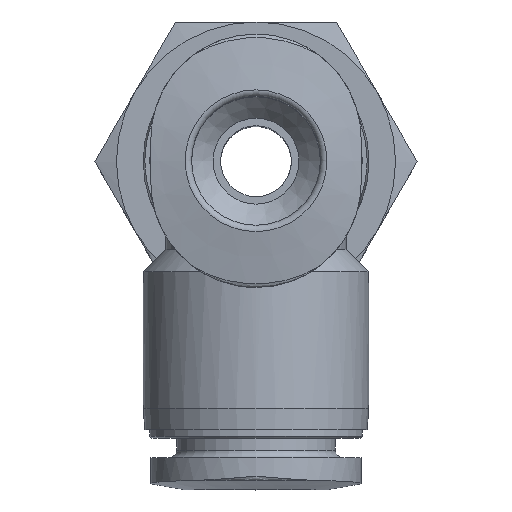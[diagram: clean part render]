
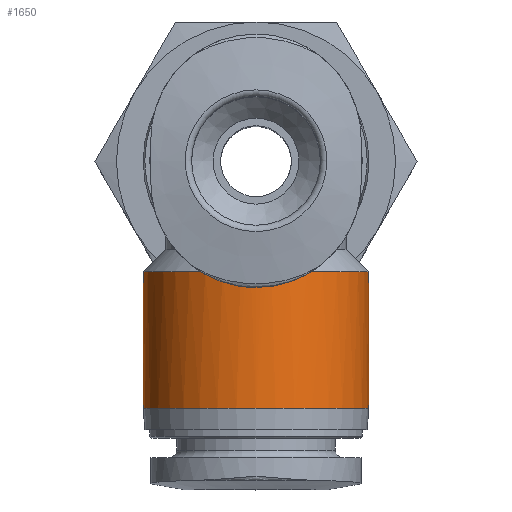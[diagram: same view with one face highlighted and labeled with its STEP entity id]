
A CAD part, top view. The second image highlights one B-rep face of the part: STEP entity #1650.
In plain terms, the highlighted cylindrical face has radius 5.25 mm (diameter 10.5 mm), a full revolution.
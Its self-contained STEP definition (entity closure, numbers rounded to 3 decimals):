
#108=ELLIPSE('',#1748,7.425,5.25);
#114=CYLINDRICAL_SURFACE('',#1746,5.25);
#143=CIRCLE('',#1747,5.25);
#144=CIRCLE('',#1749,5.25);
#145=CIRCLE('',#1750,5.25);
#224=ORIENTED_EDGE('',*,*,#520,.F.);
#225=ORIENTED_EDGE('',*,*,#521,.F.);
#226=ORIENTED_EDGE('',*,*,#522,.T.);
#227=ORIENTED_EDGE('',*,*,#523,.T.);
#228=ORIENTED_EDGE('',*,*,#524,.T.);
#229=ORIENTED_EDGE('',*,*,#525,.T.);
#520=EDGE_CURVE('',#664,#664,#143,.T.);
#521=EDGE_CURVE('',#665,#666,#108,.F.);
#522=EDGE_CURVE('',#665,#667,#144,.T.);
#523=EDGE_CURVE('',#667,#668,#768,.T.);
#524=EDGE_CURVE('',#668,#669,#769,.T.);
#525=EDGE_CURVE('',#669,#666,#145,.T.);
#664=VERTEX_POINT('',#2300);
#665=VERTEX_POINT('',#2302);
#666=VERTEX_POINT('',#2303);
#667=VERTEX_POINT('',#2305);
#668=VERTEX_POINT('',#2310);
#669=VERTEX_POINT('',#2315);
#768=B_SPLINE_CURVE_WITH_KNOTS('',3,(#2306,#2307,#2308,#2309),
 .UNSPECIFIED.,.F.,.F.,(4,4),(0.,0.001),
 .UNSPECIFIED.);
#769=B_SPLINE_CURVE_WITH_KNOTS('',3,(#2311,#2312,#2313,#2314),
 .UNSPECIFIED.,.F.,.F.,(4,4),(0.001,0.001),
 .UNSPECIFIED.);
#821=EDGE_LOOP('',(#224));
#822=EDGE_LOOP('',(#225,#226,#227,#228,#229));
#947=FACE_BOUND('',#821,.T.);
#948=FACE_BOUND('',#822,.T.);
#1650=ADVANCED_FACE('',(#947,#948),#114,.T.);
#1746=AXIS2_PLACEMENT_3D('',#2298,#1920,#1921);
#1747=AXIS2_PLACEMENT_3D('',#2299,#1922,#1923);
#1748=AXIS2_PLACEMENT_3D('',#2301,#1924,#1925);
#1749=AXIS2_PLACEMENT_3D('',#2304,#1926,#1927);
#1750=AXIS2_PLACEMENT_3D('',#2316,#1928,#1929);
#1920=DIRECTION('',(0.,-1.,0.));
#1921=DIRECTION('',(0.,0.,-1.));
#1922=DIRECTION('',(0.,-1.,0.));
#1923=DIRECTION('',(0.,0.,-1.));
#1924=DIRECTION('',(0.,-0.707,0.707));
#1925=DIRECTION('',(0.,-0.707,-0.707));
#1926=DIRECTION('',(0.,-1.,0.));
#1927=DIRECTION('',(0.,0.,-1.));
#1928=DIRECTION('',(0.,-1.,0.));
#1929=DIRECTION('',(0.,0.,-1.));
#2298=CARTESIAN_POINT('',(0.,-15.3,0.));
#2299=CARTESIAN_POINT('',(0.,-11.5,0.));
#2300=CARTESIAN_POINT('',(0.,-11.5,-5.25));
#2301=CARTESIAN_POINT('',(0.,0.,0.));
#2302=CARTESIAN_POINT('',(1.02,-5.15,-5.15));
#2303=CARTESIAN_POINT('',(-1.02,-5.15,-5.15));
#2304=CARTESIAN_POINT('',(0.,-5.15,0.));
#2305=CARTESIAN_POINT('',(0.721,-5.15,5.2));
#2306=CARTESIAN_POINT('',(0.721,-5.15,5.2));
#2307=CARTESIAN_POINT('',(0.486,-5.216,5.233));
#2308=CARTESIAN_POINT('',(0.246,-5.25,5.25));
#2309=CARTESIAN_POINT('',(0.,-5.25,5.25));
#2310=CARTESIAN_POINT('',(0.,-5.25,5.25));
#2311=CARTESIAN_POINT('',(0.,-5.25,5.25));
#2312=CARTESIAN_POINT('',(-0.245,-5.25,5.25));
#2313=CARTESIAN_POINT('',(-0.487,-5.216,5.233));
#2314=CARTESIAN_POINT('',(-0.721,-5.15,5.2));
#2315=CARTESIAN_POINT('',(-0.721,-5.15,5.2));
#2316=CARTESIAN_POINT('',(0.,-5.15,0.));
